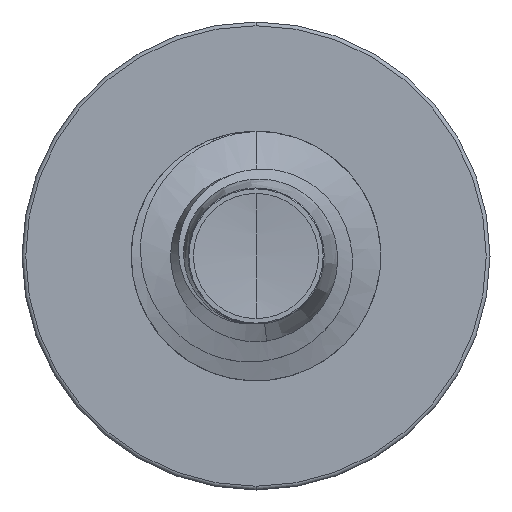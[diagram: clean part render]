
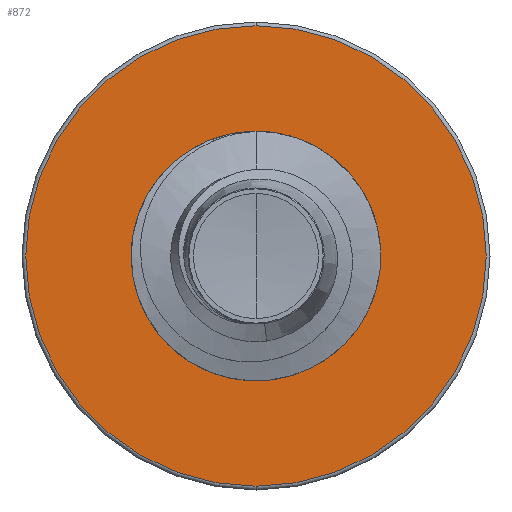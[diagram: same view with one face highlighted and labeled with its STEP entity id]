
A CAD part, front view. The second image highlights one B-rep face of the part: STEP entity #872.
In plain terms, the highlighted planar face has unit normal (0, -1, 0).
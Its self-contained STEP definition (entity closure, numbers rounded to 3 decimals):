
#12 = VERTEX_POINT ( 'NONE', #4690 ) ;
#65 = CIRCLE ( 'NONE', #6543, 1.989 ) ;
#184 = CARTESIAN_POINT ( 'NONE',  ( 0., 7., 3.69 ) ) ;
#559 = CARTESIAN_POINT ( 'NONE',  ( 0., 7., -3.69 ) ) ;
#872 = ADVANCED_FACE ( 'NONE', ( #1309, #1193 ), #2920, .F. ) ;
#1031 = EDGE_CURVE ( 'NONE', #10014, #12, #1075, .T. ) ;
#1075 = CIRCLE ( 'NONE', #6864, 1.989 ) ;
#1193 = FACE_BOUND ( 'NONE', #5991, .T. ) ;
#1309 = FACE_OUTER_BOUND ( 'NONE', #3139, .T. ) ;
#2905 = CARTESIAN_POINT ( 'NONE',  ( 0., 7., -1.989 ) ) ;
#2920 = PLANE ( 'NONE',  #7545 ) ;
#3139 = EDGE_LOOP ( 'NONE', ( #10048, #9416 ) ) ;
#3189 = CIRCLE ( 'NONE', #5301, 3.69 ) ;
#3436 = VERTEX_POINT ( 'NONE', #184 ) ;
#3541 = CIRCLE ( 'NONE', #5569, 3.69 ) ;
#3602 = VERTEX_POINT ( 'NONE', #559 ) ;
#4537 = DIRECTION ( 'NONE',  ( 0., 0., 1. ) ) ;
#4540 = DIRECTION ( 'NONE',  ( 0., 1., 0. ) ) ;
#4557 = CARTESIAN_POINT ( 'NONE',  ( 0., 7., 0. ) ) ;
#4580 = CARTESIAN_POINT ( 'NONE',  ( 0., 7., 1.989 ) ) ;
#4690 = CARTESIAN_POINT ( 'NONE',  ( 0., 7., -1.989 ) ) ;
#5241 = CARTESIAN_POINT ( 'NONE',  ( 0., 7., 0. ) ) ;
#5301 = AXIS2_PLACEMENT_3D ( 'NONE', #8465, #8441, #8439 ) ;
#5569 = AXIS2_PLACEMENT_3D ( 'NONE', #6621, #6605, #6602 ) ;
#5616 = DIRECTION ( 'NONE',  ( 0., 0., 1. ) ) ;
#5852 = ORIENTED_EDGE ( 'NONE', *, *, #1031, .T. ) ;
#5991 = EDGE_LOOP ( 'NONE', ( #5852, #9742 ) ) ;
#5994 = EDGE_CURVE ( 'NONE', #12, #10014, #65, .T. ) ;
#6101 = DIRECTION ( 'NONE',  ( 0., 0., 1. ) ) ;
#6543 = AXIS2_PLACEMENT_3D ( 'NONE', #4557, #4540, #4537 ) ;
#6602 = DIRECTION ( 'NONE',  ( 0., 0., 1. ) ) ;
#6605 = DIRECTION ( 'NONE',  ( 0., 1., 0. ) ) ;
#6621 = CARTESIAN_POINT ( 'NONE',  ( 0., 7., 0. ) ) ;
#6864 = AXIS2_PLACEMENT_3D ( 'NONE', #5241, #10343, #6101 ) ;
#7381 = EDGE_CURVE ( 'NONE', #3602, #3436, #3541, .T. ) ;
#7545 = AXIS2_PLACEMENT_3D ( 'NONE', #2905, #7938, #5616 ) ;
#7938 = DIRECTION ( 'NONE',  ( 0., 1., 0. ) ) ;
#8377 = EDGE_CURVE ( 'NONE', #3436, #3602, #3189, .T. ) ;
#8439 = DIRECTION ( 'NONE',  ( 0., 0., 1. ) ) ;
#8441 = DIRECTION ( 'NONE',  ( 0., 1., 0. ) ) ;
#8465 = CARTESIAN_POINT ( 'NONE',  ( 0., 7., 0. ) ) ;
#9416 = ORIENTED_EDGE ( 'NONE', *, *, #7381, .F. ) ;
#9742 = ORIENTED_EDGE ( 'NONE', *, *, #5994, .T. ) ;
#10014 = VERTEX_POINT ( 'NONE', #4580 ) ;
#10048 = ORIENTED_EDGE ( 'NONE', *, *, #8377, .F. ) ;
#10343 = DIRECTION ( 'NONE',  ( 0., 1., 0. ) ) ;
